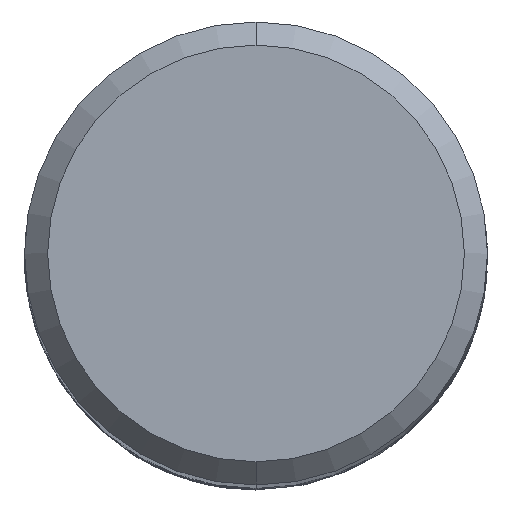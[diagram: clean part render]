
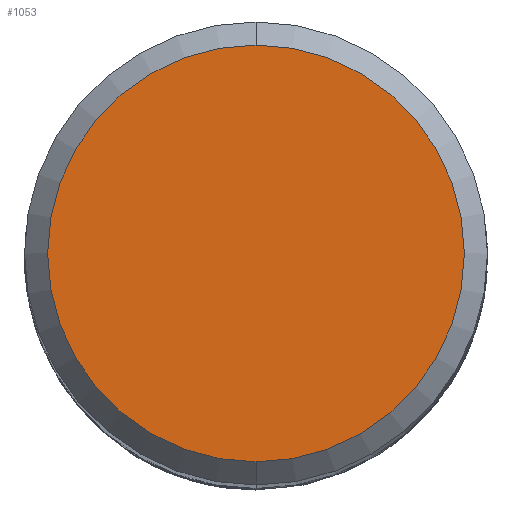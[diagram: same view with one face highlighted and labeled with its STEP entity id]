
A CAD part, top view. The second image highlights one B-rep face of the part: STEP entity #1053.
In plain terms, the highlighted planar face has unit normal (0, 0, 1).
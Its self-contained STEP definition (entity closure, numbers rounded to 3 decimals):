
#1037=EDGE_CURVE('',#1593,#1623,#2190,.T.);
#1053=ADVANCED_FACE('',(#2207),#2208,.T.);
#1269=EDGE_CURVE('',#1623,#1593,#2445,.T.);
#1593=VERTEX_POINT('',#2797);
#1623=VERTEX_POINT('',#2831);
#2190=CIRCLE('',#10027,5.4);
#2207=FACE_OUTER_BOUND('',#10051,.T.);
#2208=PLANE('',#10052);
#2445=CIRCLE('',#12670,5.4);
#2797=CARTESIAN_POINT('',(0.,-5.4,0.0));
#2831=CARTESIAN_POINT('',(0.0,5.4,0.0));
#10027=AXIS2_PLACEMENT_3D('',#17366,#17367,#17368);
#10051=EDGE_LOOP('',(#17380,#17381));
#10052=AXIS2_PLACEMENT_3D('',#17382,#17383,#17384);
#12670=AXIS2_PLACEMENT_3D('',#17674,#17675,#17676);
#17366=CARTESIAN_POINT('',(0.0,0.0,0.0));
#17367=DIRECTION('',(0.0,0.0,-1.0));
#17368=DIRECTION('',(0.0,1.0,0.0));
#17380=ORIENTED_EDGE('',*,*,#1269,.F.);
#17381=ORIENTED_EDGE('',*,*,#1037,.F.);
#17382=CARTESIAN_POINT('',(0.0,2.7,0.0));
#17383=DIRECTION('',(-0.0,0.0,1.0));
#17384=DIRECTION('',(0.0,-1.0,0.0));
#17674=CARTESIAN_POINT('',(0.0,0.0,0.0));
#17675=DIRECTION('',(0.0,0.0,-1.0));
#17676=DIRECTION('',(0.0,1.0,0.0));
